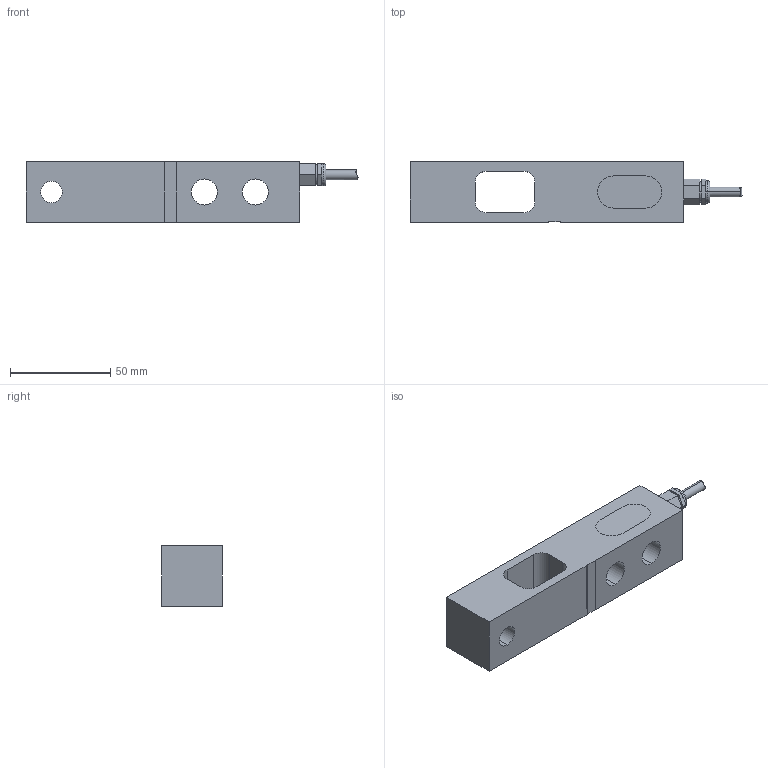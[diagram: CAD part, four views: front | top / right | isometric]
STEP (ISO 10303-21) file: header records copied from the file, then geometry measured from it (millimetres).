
FILE_DESCRIPTION (( 'STEP AP203' ), '1' );
FILE_NAME ('PR79(91K).STEP', '2017-04-17T07:47:29', ( 'fjk010g' ), ( 'Hewlett-Packard Company' ), 'SwSTEP 2.0', 'SolidWorks 2014', '' );
FILE_SCHEMA (( 'CONFIG_CONTROL_DESIGN' ));
Length unit declared in the file: millimetre
Products named in the file (5): PR79-0091; Cable; Mini8; PR79-0091_potting; PR79(91K)
Assembly tree (4 placements, depth 2):
  PR79(91K)
    PR79-0091
    Cable
    Mini8
    PR79-0091_potting
Bounding box: 165.41 x 30.1 x 30.1 mm (x, y, z)
Volume: 95435.5 mm3; surface area: 26837.6 mm2
Topology: 4 solids, 4 shells, 94 faces, 223 edges, 139 vertices
Faces by surface type: plane 46, cylinder 35, cone 8, torus 4, bspline 1
Entity records: 3383 total; most frequent: CARTESIAN_POINT 632, DIRECTION 492, ORIENTED_EDGE 442, EDGE_CURVE 221, AXIS2_PLACEMENT_3D 179, VERTEX_POINT 139, LINE 134, VECTOR 134
